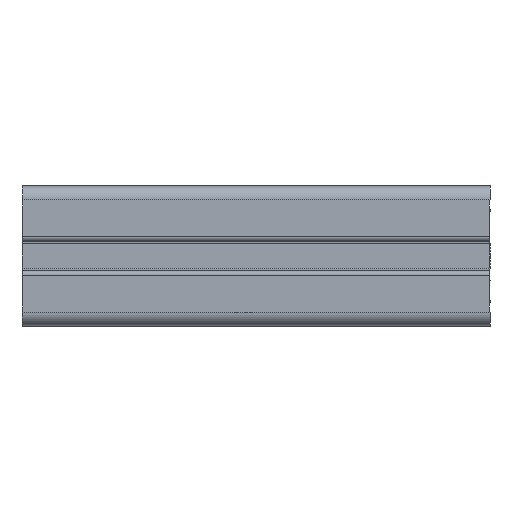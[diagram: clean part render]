
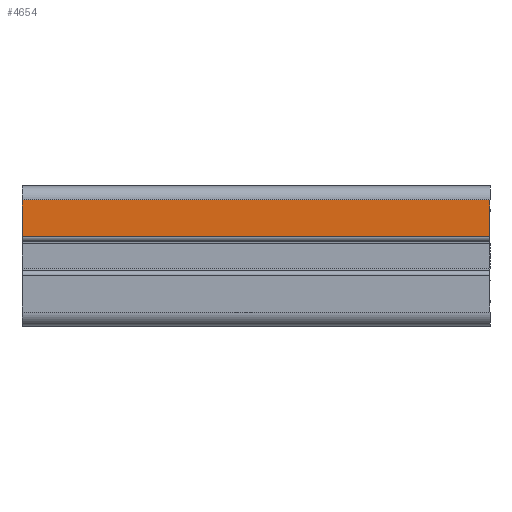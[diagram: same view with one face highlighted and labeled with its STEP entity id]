
A CAD part, left-side view. The second image highlights one B-rep face of the part: STEP entity #4654.
In plain terms, the highlighted planar face has unit normal (-1, 0, 0).
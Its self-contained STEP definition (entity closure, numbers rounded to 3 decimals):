
#45 = PLANE('',#46);
#46 = AXIS2_PLACEMENT_3D('',#47,#48,#49);
#47 = CARTESIAN_POINT('',(-15.,-50.,-15.));
#48 = DIRECTION('',(0.,-1.,0.));
#49 = DIRECTION('',(0.,0.,-1.));
#102 = PLANE('',#103);
#103 = AXIS2_PLACEMENT_3D('',#104,#105,#106);
#104 = CARTESIAN_POINT('',(-15.,50.,-15.));
#105 = DIRECTION('',(0.,-1.,0.));
#106 = DIRECTION('',(0.,0.,-1.));
#1056 = VERTEX_POINT('',#1057);
#1057 = CARTESIAN_POINT('',(-15.,-50.,12.));
#1072 = CYLINDRICAL_SURFACE('',#1073,3.);
#1073 = AXIS2_PLACEMENT_3D('',#1074,#1075,#1076);
#1074 = CARTESIAN_POINT('',(-12.,-50.,12.));
#1075 = DIRECTION('',(-0.,-1.,0.));
#1076 = DIRECTION('',(0.,0.,1.));
#1084 = EDGE_CURVE('',#1056,#1085,#1087,.T.);
#1085 = VERTEX_POINT('',#1086);
#1086 = CARTESIAN_POINT('',(-15.,-50.,4.1));
#1087 = SURFACE_CURVE('',#1088,(#1092,#1099),.PCURVE_S1.);
#1088 = LINE('',#1089,#1090);
#1089 = CARTESIAN_POINT('',(-15.,-50.,15.));
#1090 = VECTOR('',#1091,1.);
#1091 = DIRECTION('',(0.,0.,-1.));
#1092 = PCURVE('',#45,#1093);
#1093 = DEFINITIONAL_REPRESENTATION('',(#1094),#1098);
#1094 = LINE('',#1095,#1096);
#1095 = CARTESIAN_POINT('',(-30.,0.));
#1096 = VECTOR('',#1097,1.);
#1097 = DIRECTION('',(1.,0.));
#1098 = ( GEOMETRIC_REPRESENTATION_CONTEXT(2) 
PARAMETRIC_REPRESENTATION_CONTEXT() REPRESENTATION_CONTEXT('2D SPACE',''
  ) );
#1099 = PCURVE('',#1100,#1105);
#1100 = PLANE('',#1101);
#1101 = AXIS2_PLACEMENT_3D('',#1102,#1103,#1104);
#1102 = CARTESIAN_POINT('',(-15.,-50.,15.));
#1103 = DIRECTION('',(1.,0.,0.));
#1104 = DIRECTION('',(0.,1.,-0.));
#1105 = DEFINITIONAL_REPRESENTATION('',(#1106),#1110);
#1106 = LINE('',#1107,#1108);
#1107 = CARTESIAN_POINT('',(0.,0.));
#1108 = VECTOR('',#1109,1.);
#1109 = DIRECTION('',(0.,-1.));
#1110 = ( GEOMETRIC_REPRESENTATION_CONTEXT(2) 
PARAMETRIC_REPRESENTATION_CONTEXT() REPRESENTATION_CONTEXT('2D SPACE',''
  ) );
#1129 = CYLINDRICAL_SURFACE('',#1130,1.);
#1130 = AXIS2_PLACEMENT_3D('',#1131,#1132,#1133);
#1131 = CARTESIAN_POINT('',(-14.,58.908,4.1));
#1132 = DIRECTION('',(-0.,1.,-0.));
#1133 = DIRECTION('',(0.,0.,-1.));
#4654 = ADVANCED_FACE('',(#4655),#1100,.F.);
#4655 = FACE_BOUND('',#4656,.T.);
#4656 = EDGE_LOOP('',(#4657,#4658,#4681,#4704));
#4657 = ORIENTED_EDGE('',*,*,#1084,.F.);
#4658 = ORIENTED_EDGE('',*,*,#4659,.T.);
#4659 = EDGE_CURVE('',#1056,#4660,#4662,.T.);
#4660 = VERTEX_POINT('',#4661);
#4661 = CARTESIAN_POINT('',(-15.,50.,12.));
#4662 = SURFACE_CURVE('',#4663,(#4667,#4674),.PCURVE_S1.);
#4663 = LINE('',#4664,#4665);
#4664 = CARTESIAN_POINT('',(-15.,-50.,12.));
#4665 = VECTOR('',#4666,1.);
#4666 = DIRECTION('',(0.,1.,0.));
#4667 = PCURVE('',#1100,#4668);
#4668 = DEFINITIONAL_REPRESENTATION('',(#4669),#4673);
#4669 = LINE('',#4670,#4671);
#4670 = CARTESIAN_POINT('',(0.,-3.));
#4671 = VECTOR('',#4672,1.);
#4672 = DIRECTION('',(1.,0.));
#4673 = ( GEOMETRIC_REPRESENTATION_CONTEXT(2) 
PARAMETRIC_REPRESENTATION_CONTEXT() REPRESENTATION_CONTEXT('2D SPACE',''
  ) );
#4674 = PCURVE('',#1072,#4675);
#4675 = DEFINITIONAL_REPRESENTATION('',(#4676),#4680);
#4676 = LINE('',#4677,#4678);
#4677 = CARTESIAN_POINT('',(1.571,0.));
#4678 = VECTOR('',#4679,1.);
#4679 = DIRECTION('',(0.,-1.));
#4680 = ( GEOMETRIC_REPRESENTATION_CONTEXT(2) 
PARAMETRIC_REPRESENTATION_CONTEXT() REPRESENTATION_CONTEXT('2D SPACE',''
  ) );
#4681 = ORIENTED_EDGE('',*,*,#4682,.T.);
#4682 = EDGE_CURVE('',#4660,#4683,#4685,.T.);
#4683 = VERTEX_POINT('',#4684);
#4684 = CARTESIAN_POINT('',(-15.,50.,4.1));
#4685 = SURFACE_CURVE('',#4686,(#4690,#4697),.PCURVE_S1.);
#4686 = LINE('',#4687,#4688);
#4687 = CARTESIAN_POINT('',(-15.,50.,15.));
#4688 = VECTOR('',#4689,1.);
#4689 = DIRECTION('',(0.,0.,-1.));
#4690 = PCURVE('',#1100,#4691);
#4691 = DEFINITIONAL_REPRESENTATION('',(#4692),#4696);
#4692 = LINE('',#4693,#4694);
#4693 = CARTESIAN_POINT('',(100.,0.));
#4694 = VECTOR('',#4695,1.);
#4695 = DIRECTION('',(0.,-1.));
#4696 = ( GEOMETRIC_REPRESENTATION_CONTEXT(2) 
PARAMETRIC_REPRESENTATION_CONTEXT() REPRESENTATION_CONTEXT('2D SPACE',''
  ) );
#4697 = PCURVE('',#102,#4698);
#4698 = DEFINITIONAL_REPRESENTATION('',(#4699),#4703);
#4699 = LINE('',#4700,#4701);
#4700 = CARTESIAN_POINT('',(-30.,0.));
#4701 = VECTOR('',#4702,1.);
#4702 = DIRECTION('',(1.,0.));
#4703 = ( GEOMETRIC_REPRESENTATION_CONTEXT(2) 
PARAMETRIC_REPRESENTATION_CONTEXT() REPRESENTATION_CONTEXT('2D SPACE',''
  ) );
#4704 = ORIENTED_EDGE('',*,*,#4705,.T.);
#4705 = EDGE_CURVE('',#4683,#1085,#4706,.T.);
#4706 = SURFACE_CURVE('',#4707,(#4711,#4718),.PCURVE_S1.);
#4707 = LINE('',#4708,#4709);
#4708 = CARTESIAN_POINT('',(-15.,58.908,4.1));
#4709 = VECTOR('',#4710,1.);
#4710 = DIRECTION('',(0.,-1.,0.));
#4711 = PCURVE('',#1100,#4712);
#4712 = DEFINITIONAL_REPRESENTATION('',(#4713),#4717);
#4713 = LINE('',#4714,#4715);
#4714 = CARTESIAN_POINT('',(108.908,-10.9));
#4715 = VECTOR('',#4716,1.);
#4716 = DIRECTION('',(-1.,0.));
#4717 = ( GEOMETRIC_REPRESENTATION_CONTEXT(2) 
PARAMETRIC_REPRESENTATION_CONTEXT() REPRESENTATION_CONTEXT('2D SPACE',''
  ) );
#4718 = PCURVE('',#1129,#4719);
#4719 = DEFINITIONAL_REPRESENTATION('',(#4720),#4724);
#4720 = LINE('',#4721,#4722);
#4721 = CARTESIAN_POINT('',(1.571,0.));
#4722 = VECTOR('',#4723,1.);
#4723 = DIRECTION('',(0.,-1.));
#4724 = ( GEOMETRIC_REPRESENTATION_CONTEXT(2) 
PARAMETRIC_REPRESENTATION_CONTEXT() REPRESENTATION_CONTEXT('2D SPACE',''
  ) );
